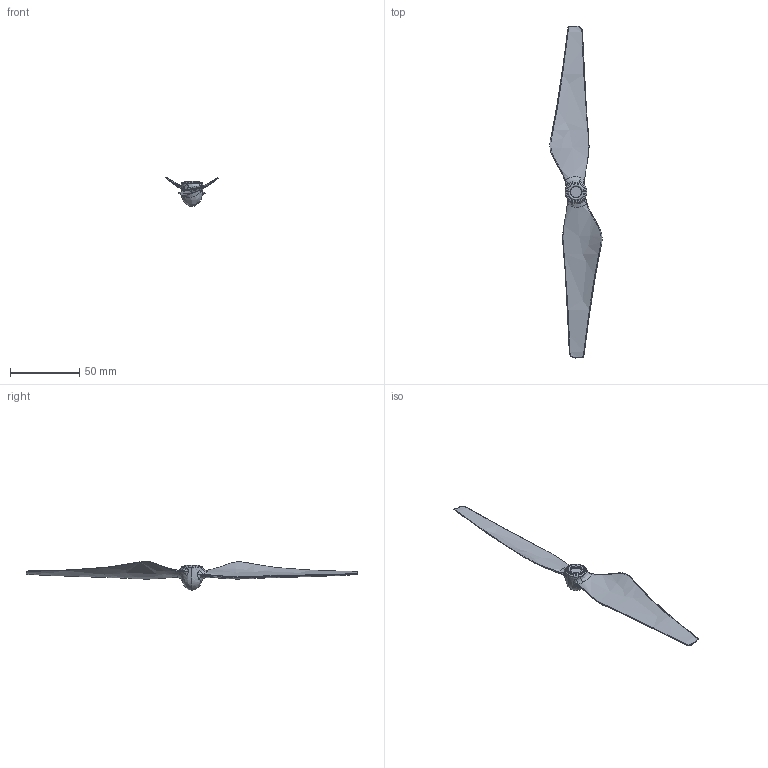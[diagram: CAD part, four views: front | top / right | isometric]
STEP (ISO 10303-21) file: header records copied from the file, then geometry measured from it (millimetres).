
FILE_DESCRIPTION (( 'STEP AP214' ), '1' );
FILE_NAME ('Phantom_Prop_w.Cone.STEP', '2019-02-28T21:15:18', ( '' ), ( '' ), 'SwSTEP 2.0', 'SolidWorks 2019', '' );
FILE_SCHEMA (( 'AUTOMOTIVE_DESIGN' ));
Length unit declared in the file: inch
Products named in the file (1): Phantom_Prop_w.Cone
Bounding box: 37.63 x 239.36 x 21.09 mm (x, y, z)
Volume: 11478.6 mm3; surface area: 11903 mm2
Topology: 3 solids, 3 shells, 104 faces, 222 edges, 120 vertices
Faces by surface type: bspline 34, torus 32, cone 20, cylinder 14, plane 4
Entity records: 21291 total; most frequent: CARTESIAN_POINT 19202, ORIENTED_EDGE 436, DIRECTION 396, EDGE_CURVE 218, AXIS2_PLACEMENT_3D 181, VERTEX_POINT 120, CIRCLE 110, ADVANCED_FACE 104
